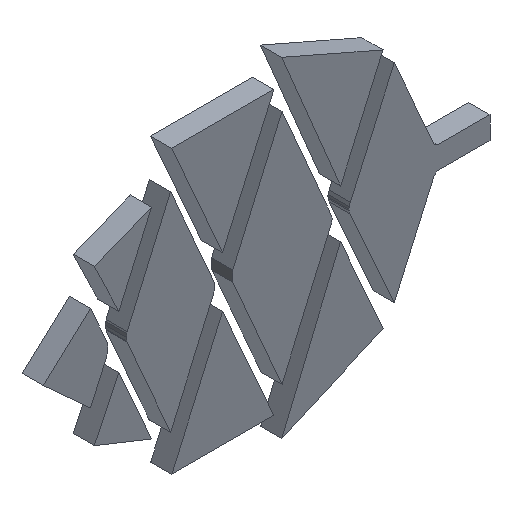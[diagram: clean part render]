
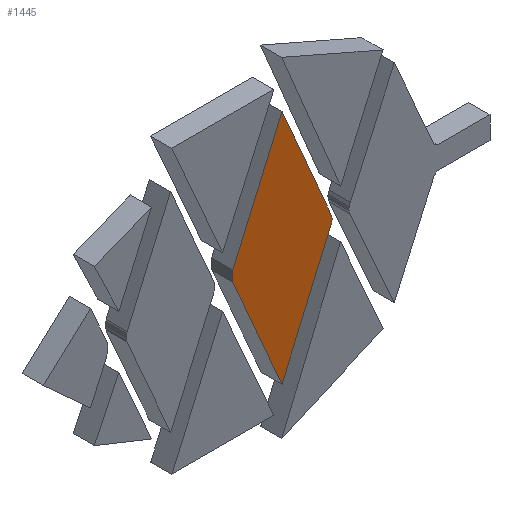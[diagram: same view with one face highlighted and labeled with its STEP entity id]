
A CAD part, isometric view. The second image highlights one B-rep face of the part: STEP entity #1445.
In plain terms, the highlighted planar face has unit normal (0, -1, 0).
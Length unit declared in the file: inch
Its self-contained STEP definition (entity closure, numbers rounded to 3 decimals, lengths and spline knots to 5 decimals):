
#145=FACE_OUTER_BOUND('',#227,.T.);
#227=EDGE_LOOP('',(#1119,#1120,#1121,#1122,#1123,#1124,#1125,#1126));
#353=LINE('',#2136,#539);
#354=LINE('',#2138,#540);
#355=LINE('',#2140,#541);
#356=LINE('',#2142,#542);
#357=LINE('',#2144,#543);
#358=LINE('',#2146,#544);
#359=LINE('',#2148,#545);
#360=LINE('',#2149,#546);
#539=VECTOR('',#1768,0.3937);
#540=VECTOR('',#1769,0.3937);
#541=VECTOR('',#1770,0.3937);
#542=VECTOR('',#1771,0.3937);
#543=VECTOR('',#1772,0.3937);
#544=VECTOR('',#1773,0.3937);
#545=VECTOR('',#1774,0.3937);
#546=VECTOR('',#1775,0.3937);
#697=VERTEX_POINT('',#2134);
#698=VERTEX_POINT('',#2135);
#699=VERTEX_POINT('',#2137);
#700=VERTEX_POINT('',#2139);
#701=VERTEX_POINT('',#2141);
#702=VERTEX_POINT('',#2143);
#703=VERTEX_POINT('',#2145);
#704=VERTEX_POINT('',#2147);
#849=EDGE_CURVE('',#697,#698,#353,.T.);
#850=EDGE_CURVE('',#698,#699,#354,.T.);
#851=EDGE_CURVE('',#699,#700,#355,.T.);
#852=EDGE_CURVE('',#700,#701,#356,.T.);
#853=EDGE_CURVE('',#701,#702,#357,.T.);
#854=EDGE_CURVE('',#702,#703,#358,.T.);
#855=EDGE_CURVE('',#703,#704,#359,.T.);
#856=EDGE_CURVE('',#704,#697,#360,.T.);
#1119=ORIENTED_EDGE('',*,*,#849,.T.);
#1120=ORIENTED_EDGE('',*,*,#850,.T.);
#1121=ORIENTED_EDGE('',*,*,#851,.T.);
#1122=ORIENTED_EDGE('',*,*,#852,.T.);
#1123=ORIENTED_EDGE('',*,*,#853,.T.);
#1124=ORIENTED_EDGE('',*,*,#854,.T.);
#1125=ORIENTED_EDGE('',*,*,#855,.T.);
#1126=ORIENTED_EDGE('',*,*,#856,.T.);
#1363=PLANE('',#1558);
#1445=ADVANCED_FACE('',(#145),#1363,.T.);
#1558=AXIS2_PLACEMENT_3D('',#2133,#1766,#1767);
#1766=DIRECTION('center_axis',(0.,-1.,0.));
#1767=DIRECTION('ref_axis',(0.,0.,-1.));
#1768=DIRECTION('',(-0.246,0.,0.969));
#1769=DIRECTION('',(-0.396,0.,0.918));
#1770=DIRECTION('',(-0.398,0.,-0.917));
#1771=DIRECTION('',(0.,0.,-1.));
#1772=DIRECTION('',(0.398,0.,-0.917));
#1773=DIRECTION('',(0.396,0.,0.918));
#1774=DIRECTION('',(0.241,0.,0.971));
#1775=DIRECTION('',(0.,0.,1.));
#2133=CARTESIAN_POINT('Origin',(-3.33407,-0.0625,-1.23751));
#2134=CARTESIAN_POINT('',(-3.18778,-0.0625,-1.23572));
#2135=CARTESIAN_POINT('',(-3.18999,-0.0625,-1.22703));
#2136=CARTESIAN_POINT('',(-3.18778,-0.0625,-1.23572));
#2137=CARTESIAN_POINT('',(-3.33573,-0.0625,-0.88912));
#2138=CARTESIAN_POINT('',(-3.18999,-0.0625,-1.22703));
#2139=CARTESIAN_POINT('',(-3.48037,-0.0625,-1.22204));
#2140=CARTESIAN_POINT('',(-3.33573,-0.0625,-0.88912));
#2141=CARTESIAN_POINT('',(-3.48037,-0.0625,-1.25298));
#2142=CARTESIAN_POINT('',(-3.48037,-0.0625,-1.22204));
#2143=CARTESIAN_POINT('',(-3.33573,-0.0625,-1.5859));
#2144=CARTESIAN_POINT('',(-3.48037,-0.0625,-1.25298));
#2145=CARTESIAN_POINT('',(-3.18999,-0.0625,-1.24799));
#2146=CARTESIAN_POINT('',(-3.33573,-0.0625,-1.5859));
#2147=CARTESIAN_POINT('',(-3.18778,-0.0625,-1.23908));
#2148=CARTESIAN_POINT('',(-3.18999,-0.0625,-1.24799));
#2149=CARTESIAN_POINT('',(-3.18778,-0.0625,-1.23908));
